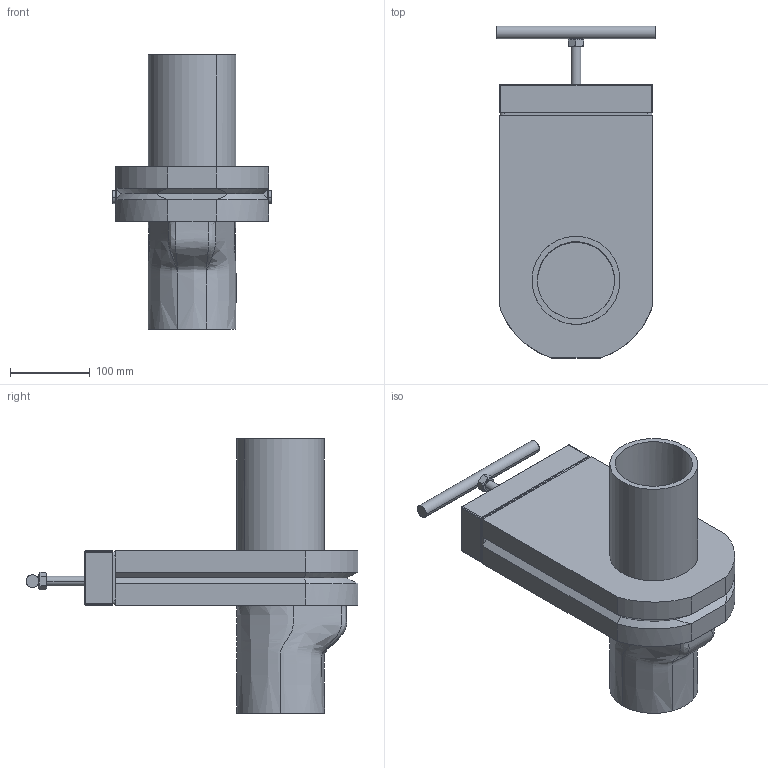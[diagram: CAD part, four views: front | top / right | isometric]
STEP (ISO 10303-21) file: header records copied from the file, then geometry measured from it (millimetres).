
FILE_DESCRIPTION (( 'STEP AP203' ), '1' );
FILE_NAME ('svl dn110-en.step', '2020-06-30T09:10:17', ( 'Administrator' ), ( 'Circom' ), 'SwSTEP 2.0', 'SolidWorks 2019', '' );
FILE_SCHEMA (( 'CONFIG_CONTROL_DESIGN' ));
Length unit declared in the file: millimetre
Products named in the file (1): svl dn110-en
Bounding box: 200 x 415 x 343 mm (x, y, z)
Surface area: 563857 mm2 (no closed solid volume)
Topology: 0 solids, 13 shells, 466 faces, 1117 edges, 681 vertices
Faces by surface type: cylinder 145, cone 137, plane 130, torus 42, bspline 12
Entity records: 29420 total; most frequent: CARTESIAN_POINT 20343, ORIENTED_EDGE 2166, DIRECTION 1239, EDGE_CURVE 1091, B_SPLINE_CURVE_WITH_KNOTS 810, VERTEX_POINT 681, EDGE_LOOP 524, AXIS2_PLACEMENT_3D 503
